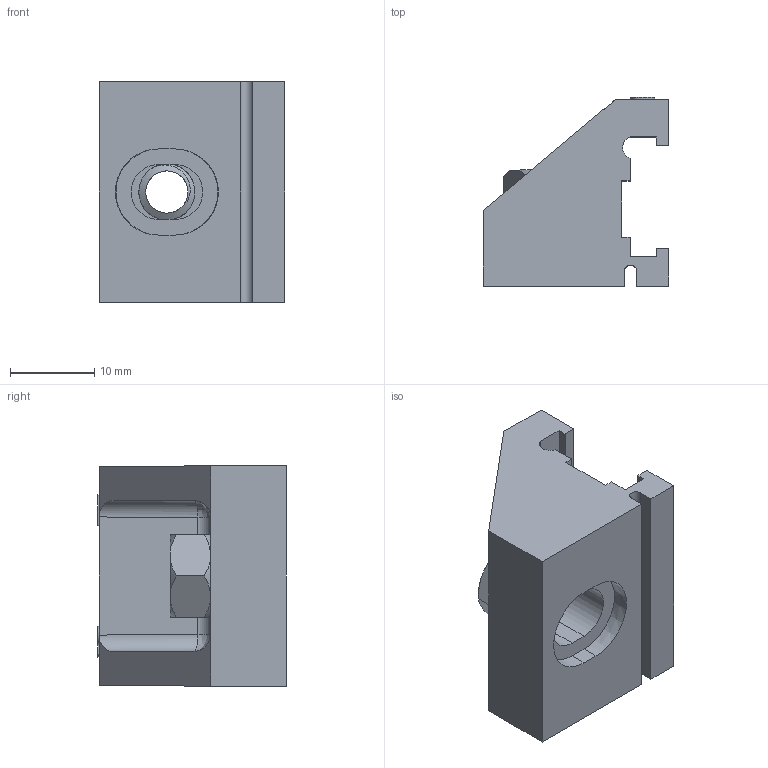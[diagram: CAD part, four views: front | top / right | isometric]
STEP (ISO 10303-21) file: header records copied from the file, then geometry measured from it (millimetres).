
FILE_DESCRIPTION (( 'STEP AP203' ), '1' );
FILE_NAME ('ILY02.35.STEP', '2022-04-20T06:48:45', ( '' ), ( '' ), 'SwSTEP 2.0', 'SolidWorks 2021', '' );
FILE_SCHEMA (( 'CONFIG_CONTROL_DESIGN' ));
Length unit declared in the file: millimetre
Products named in the file (1): ILY02.35
Bounding box: 22.04 x 22.4 x 26.19 mm (x, y, z)
Surface area: 3948.9 mm2 (no closed solid volume)
Topology: 0 solids, 2 shells, 111 faces, 319 edges, 210 vertices
Faces by surface type: plane 55, bspline 23, cylinder 21, cone 12
Entity records: 5239 total; most frequent: CARTESIAN_POINT 2585, ORIENTED_EDGE 587, DIRECTION 419, EDGE_CURVE 317, VERTEX_POINT 210, VECTOR 189, LINE 189, EDGE_LOOP 119
